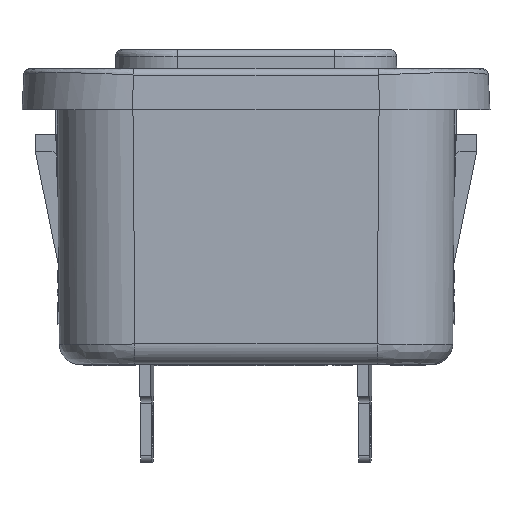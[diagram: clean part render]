
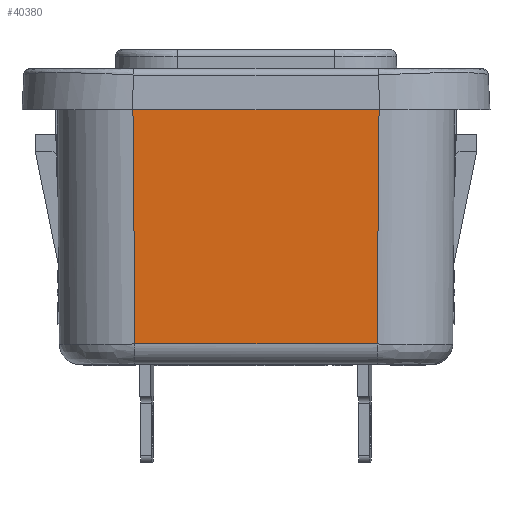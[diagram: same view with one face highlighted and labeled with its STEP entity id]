
A CAD part, left-side view. The second image highlights one B-rep face of the part: STEP entity #40380.
In plain terms, the highlighted planar face has unit normal (-1, 0, -0.009).
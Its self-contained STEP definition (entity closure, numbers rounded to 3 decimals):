
#39990=CARTESIAN_POINT('',(-9.2,4.508,
15.491));
#40000=DIRECTION('',(-1.,0.,-0.009));
#40010=DIRECTION('',(-0.009,0.,1.));
#40020=AXIS2_PLACEMENT_3D('',#39990,#40000,#40010);
#40030=PLANE('',#40020);
#40040=CARTESIAN_POINT('',(-9.051,-25.381,
-1.522));
#40050=DIRECTION('',(0.,1.,0.));
#40060=VECTOR('',#40050,1.);
#40070=LINE('',#40040,#40060);
#40080=CARTESIAN_POINT('',(-9.051,-3.875,
-1.522));
#40090=VERTEX_POINT('',#40080);
#40100=CARTESIAN_POINT('',(-9.051,13.708,
-1.522));
#40110=VERTEX_POINT('',#40100);
#40120=EDGE_CURVE('',#40090,#40110,#40070,.T.);
#40130=ORIENTED_EDGE('',*,*,#40120,.F.);
#40140=CARTESIAN_POINT('',(-9.23,13.887,
18.943));
#40150=DIRECTION('',(0.009,-0.009,
-1.));
#40160=VECTOR('',#40150,1.);
#40170=LINE('',#40140,#40160);
#40180=CARTESIAN_POINT('',(-9.2,13.857,
15.491));
#40190=VERTEX_POINT('',#40180);
#40200=EDGE_CURVE('',#40190,#40110,#40170,.T.);
#40210=ORIENTED_EDGE('',*,*,#40200,.T.);
#40220=CARTESIAN_POINT('',(-9.2,-25.381,
15.491));
#40230=DIRECTION('',(0.,1.,0.));
#40240=VECTOR('',#40230,1.);
#40250=LINE('',#40220,#40240);
#40260=CARTESIAN_POINT('',(-9.2,-4.024,
15.491));
#40270=VERTEX_POINT('',#40260);
#40280=EDGE_CURVE('',#40270,#40190,#40250,.T.);
#40290=ORIENTED_EDGE('',*,*,#40280,.T.);
#40300=CARTESIAN_POINT('',(-9.23,-4.054,
18.943));
#40310=DIRECTION('',(-0.009,-0.009,
1.));
#40320=VECTOR('',#40310,1.);
#40330=LINE('',#40300,#40320);
#40340=EDGE_CURVE('',#40090,#40270,#40330,.T.);
#40350=ORIENTED_EDGE('',*,*,#40340,.T.);
#40360=EDGE_LOOP('',(#40350,#40290,#40210,#40130));
#40370=FACE_OUTER_BOUND('',#40360,.T.);
#40380=ADVANCED_FACE('',(#40370),#40030,.T.);
